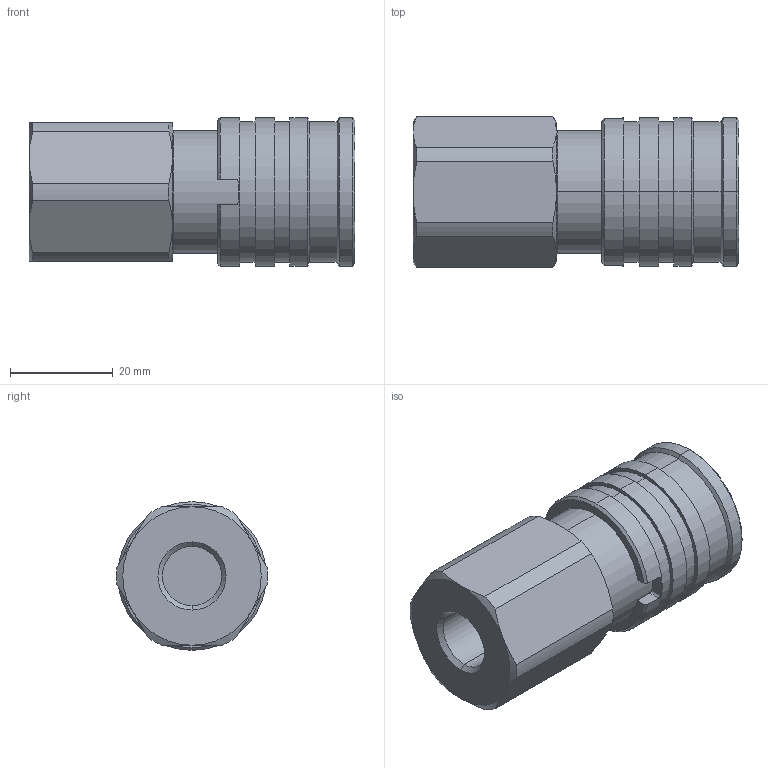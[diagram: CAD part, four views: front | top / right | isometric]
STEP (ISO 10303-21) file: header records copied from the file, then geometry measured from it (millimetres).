
FILE_DESCRIPTION (( 'STEP AP214' ), '1' );
FILE_NAME ('FEM-251-4FB.STEP', '2015-08-25T14:58:48', ( 'admin' ), ( 'Microsoft' ), 'SwSTEP 2.0', 'SolidWorks 2009', '' );
FILE_SCHEMA (( 'AUTOMOTIVE_DESIGN' ));
Length unit declared in the file: millimetre
Products named in the file (1): FEM-251-4FB
Bounding box: 63.6 x 29.48 x 29 mm (x, y, z)
Volume: 36597.9 mm3; surface area: 8847.5 mm2
Topology: 1 solids, 1 shells, 117 faces, 260 edges, 160 vertices
Faces by surface type: cylinder 47, plane 30, cone 29, torus 9, bspline 2
Entity records: 3536 total; most frequent: CARTESIAN_POINT 910, DIRECTION 573, ORIENTED_EDGE 520, EDGE_CURVE 260, AXIS2_PLACEMENT_3D 245, VERTEX_POINT 160, EDGE_LOOP 132, CIRCLE 129
